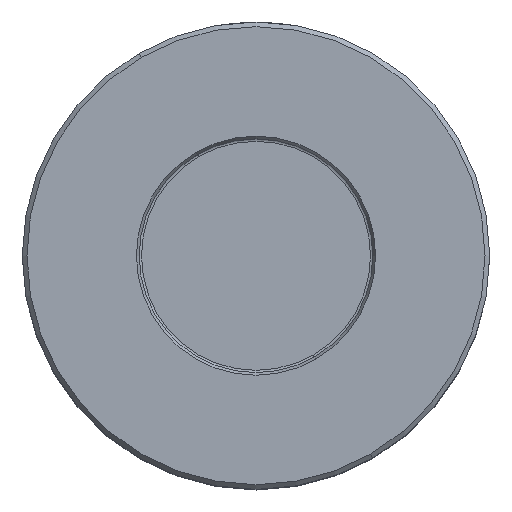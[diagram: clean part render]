
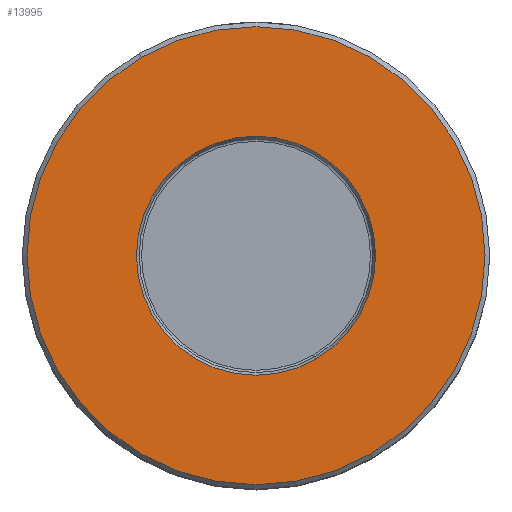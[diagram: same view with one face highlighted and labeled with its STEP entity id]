
A CAD part, top view. The second image highlights one B-rep face of the part: STEP entity #13995.
In plain terms, the highlighted planar face has unit normal (0, 0, 1).
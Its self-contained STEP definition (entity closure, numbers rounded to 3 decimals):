
#224=CARTESIAN_POINT('',(0.,0.,71.5));
#225=DIRECTION('',(0.,0.,-1.));
#226=DIRECTION('',(-0.5,0.866,0.));
#227=AXIS2_PLACEMENT_3D('',#224,#225,#226);
#232=CARTESIAN_POINT('',(0.,0.,71.5));
#233=DIRECTION('',(0.,0.,1.));
#234=DIRECTION('',(-0.5,0.866,0.));
#235=AXIS2_PLACEMENT_3D('',#232,#233,#234);
#240=CARTESIAN_POINT('',(0.,0.,71.5));
#241=DIRECTION('',(0.,0.,1.));
#242=DIRECTION('',(-0.5,0.866,0.));
#243=AXIS2_PLACEMENT_3D('',#240,#241,#242);
#262=CARTESIAN_POINT('',(0.,0.,71.5));
#263=DIRECTION('',(0.,0.,-1.));
#264=DIRECTION('',(-0.5,0.866,0.));
#265=AXIS2_PLACEMENT_3D('',#262,#263,#264);
#13682=CARTESIAN_POINT('',(-12.789,22.151,71.5));
#13683=VERTEX_POINT('',#13682);
#13684=CARTESIAN_POINT('',(-24.5,42.435,71.5));
#13686=VERTEX_POINT('',#13684);
#13738=CARTESIAN_POINT('',(12.789,-22.151,71.5));
#13739=VERTEX_POINT('',#13738);
#13740=CARTESIAN_POINT('',(24.5,-42.435,71.5));
#13742=VERTEX_POINT('',#13740);
#13980=CARTESIAN_POINT('',(0.,0.,71.5));
#13981=DIRECTION('',(0.,0.,1.));
#13982=DIRECTION('',(0.5,-0.866,0.));
#13983=AXIS2_PLACEMENT_3D('',#13980,#13981,#13982);
#13984=PLANE('',#13983);
#13986=ORIENTED_EDGE('',*,*,#13985,.F.);
#13988=ORIENTED_EDGE('',*,*,#13987,.T.);
#13989=EDGE_LOOP('',(#13986,#13988));
#13990=FACE_OUTER_BOUND('',#13989,.F.);
#13991=ORIENTED_EDGE('',*,*,#13959,.F.);
#13992=ORIENTED_EDGE('',*,*,#13975,.T.);
#13993=EDGE_LOOP('',(#13991,#13992));
#13994=FACE_BOUND('',#13993,.F.);
#13995=ADVANCED_FACE('',(#13990,#13994),#13984,.T.);
#228=CIRCLE('',#227,25.577);
#236=CIRCLE('',#235,25.577);
#244=CIRCLE('',#243,49.);
#266=CIRCLE('',#265,49.);
#13959=EDGE_CURVE('',#13683,#13739,#228,.T.);
#13975=EDGE_CURVE('',#13683,#13739,#236,.T.);
#13985=EDGE_CURVE('',#13686,#13742,#244,.T.);
#13987=EDGE_CURVE('',#13686,#13742,#266,.T.);
